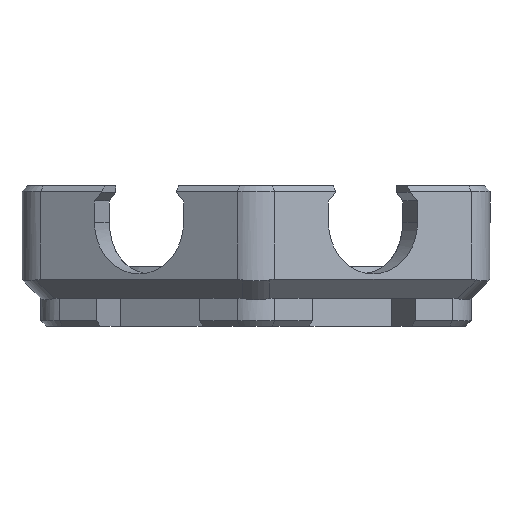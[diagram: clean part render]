
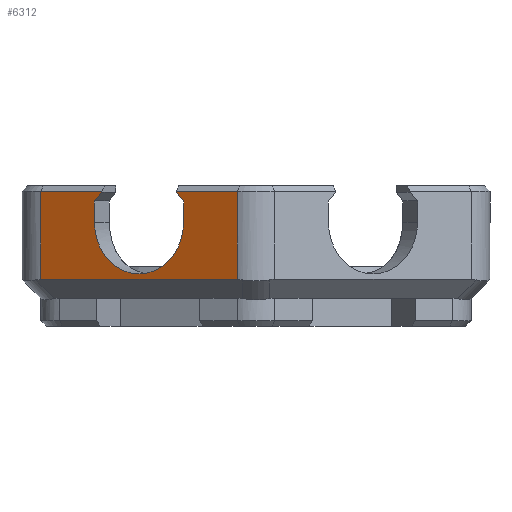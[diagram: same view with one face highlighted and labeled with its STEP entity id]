
A CAD part, left-side view. The second image highlights one B-rep face of the part: STEP entity #6312.
In plain terms, the highlighted planar face has unit normal (-0.866, 0.5, 0).
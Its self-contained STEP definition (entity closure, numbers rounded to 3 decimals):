
#271=PLANE('',#6741);
#585=FACE_OUTER_BOUND('',#951,.T.);
#951=EDGE_LOOP('',(#4686,#4687,#4688,#4689,#4690,#4691,#4692,#4693,#4694,
#4695,#4696,#4697));
#1326=LINE('',#10049,#2022);
#1328=LINE('',#10053,#2024);
#1331=LINE('',#10059,#2027);
#1356=LINE('',#10120,#2052);
#1358=LINE('',#10124,#2054);
#1360=LINE('',#10127,#2056);
#1392=LINE('',#10196,#2088);
#1393=LINE('',#10198,#2089);
#1394=LINE('',#10200,#2090);
#1395=LINE('',#10202,#2091);
#1396=LINE('',#10203,#2092);
#2022=VECTOR('',#7376,10.);
#2024=VECTOR('',#7380,10.);
#2027=VECTOR('',#7385,10.);
#2052=VECTOR('',#7438,10.);
#2054=VECTOR('',#7442,10.);
#2056=VECTOR('',#7446,10.);
#2088=VECTOR('',#7516,10.);
#2089=VECTOR('',#7517,10.);
#2090=VECTOR('',#7518,10.);
#2091=VECTOR('',#7519,10.);
#2092=VECTOR('',#7520,10.);
#2700=CIRCLE('',#6703,5.5);
#2874=VERTEX_POINT('',#10041);
#2875=VERTEX_POINT('',#10043);
#2876=VERTEX_POINT('',#10047);
#2877=VERTEX_POINT('',#10051);
#2879=VERTEX_POINT('',#10057);
#2900=VERTEX_POINT('',#10117);
#2901=VERTEX_POINT('',#10119);
#2902=VERTEX_POINT('',#10123);
#2920=VERTEX_POINT('',#10195);
#2921=VERTEX_POINT('',#10197);
#2922=VERTEX_POINT('',#10199);
#2923=VERTEX_POINT('',#10201);
#3524=EDGE_CURVE('',#2875,#2874,#2700,.T.);
#3527=EDGE_CURVE('',#2874,#2876,#1326,.T.);
#3529=EDGE_CURVE('',#2876,#2877,#1328,.T.);
#3532=EDGE_CURVE('',#2877,#2879,#1331,.T.);
#3562=EDGE_CURVE('',#2901,#2900,#1356,.T.);
#3564=EDGE_CURVE('',#2902,#2875,#1358,.T.);
#3566=EDGE_CURVE('',#2900,#2902,#1360,.T.);
#3600=EDGE_CURVE('',#2920,#2879,#1392,.T.);
#3601=EDGE_CURVE('',#2921,#2920,#1393,.T.);
#3602=EDGE_CURVE('',#2921,#2922,#1394,.T.);
#3603=EDGE_CURVE('',#2923,#2922,#1395,.T.);
#3604=EDGE_CURVE('',#2901,#2923,#1396,.T.);
#4686=ORIENTED_EDGE('',*,*,#3562,.T.);
#4687=ORIENTED_EDGE('',*,*,#3566,.T.);
#4688=ORIENTED_EDGE('',*,*,#3564,.T.);
#4689=ORIENTED_EDGE('',*,*,#3524,.T.);
#4690=ORIENTED_EDGE('',*,*,#3527,.T.);
#4691=ORIENTED_EDGE('',*,*,#3529,.T.);
#4692=ORIENTED_EDGE('',*,*,#3532,.T.);
#4693=ORIENTED_EDGE('',*,*,#3600,.F.);
#4694=ORIENTED_EDGE('',*,*,#3601,.F.);
#4695=ORIENTED_EDGE('',*,*,#3602,.T.);
#4696=ORIENTED_EDGE('',*,*,#3603,.F.);
#4697=ORIENTED_EDGE('',*,*,#3604,.F.);
#6312=ADVANCED_FACE('',(#585),#271,.T.);
#6703=AXIS2_PLACEMENT_3D('',#10044,#7370,#7371);
#6741=AXIS2_PLACEMENT_3D('',#10194,#7514,#7515);
#7370=DIRECTION('center_axis',(0.866,-0.5,0.));
#7371=DIRECTION('ref_axis',(0.5,0.866,0.));
#7376=DIRECTION('',(0.,0.,1.));
#7380=DIRECTION('',(-0.354,-0.612,0.707));
#7385=DIRECTION('',(0.,0.,1.));
#7438=DIRECTION('',(0.,0.,-1.));
#7442=DIRECTION('',(0.,0.,-1.));
#7446=DIRECTION('',(-0.354,-0.612,-0.707));
#7514=DIRECTION('center_axis',(-0.866,0.5,0.));
#7515=DIRECTION('ref_axis',(-0.5,-0.866,0.));
#7516=DIRECTION('',(-0.5,-0.866,0.));
#7517=DIRECTION('',(0.,0.,1.));
#7518=DIRECTION('',(-0.5,-0.866,0.));
#7519=DIRECTION('',(0.,0.,-1.));
#7520=DIRECTION('',(-0.5,-0.866,0.));
#10041=CARTESIAN_POINT('',(-18.901,72.263,6.1));
#10043=CARTESIAN_POINT('',(-24.401,62.737,6.1));
#10044=CARTESIAN_POINT('Origin',(-21.651,67.5,6.1));
#10047=CARTESIAN_POINT('',(-18.901,72.263,8.378));
#10049=CARTESIAN_POINT('',(-18.901,72.263,3.05));
#10051=CARTESIAN_POINT('',(-19.358,71.471,9.293));
#10053=CARTESIAN_POINT('',(-16.737,76.011,4.05));
#10057=CARTESIAN_POINT('',(-19.358,71.471,9.4));
#10059=CARTESIAN_POINT('',(-19.358,71.471,4.647));
#10117=CARTESIAN_POINT('',(-23.943,63.529,9.293));
#10119=CARTESIAN_POINT('',(-23.943,63.529,9.4));
#10120=CARTESIAN_POINT('',(-23.943,63.529,5.));
#10123=CARTESIAN_POINT('',(-24.401,62.737,8.378));
#10124=CARTESIAN_POINT('',(-24.401,62.737,4.189));
#10127=CARTESIAN_POINT('',(-22.727,65.635,11.724));
#10194=CARTESIAN_POINT('Origin',(-14.434,80.,0.));
#10195=CARTESIAN_POINT('',(-15.588,78.,9.4));
#10196=CARTESIAN_POINT('',(-18.042,73.75,9.4));
#10197=CARTESIAN_POINT('',(-15.588,78.,0.));
#10198=CARTESIAN_POINT('',(-15.588,78.,0.));
#10199=CARTESIAN_POINT('',(-27.713,57.,0.));
#10200=CARTESIAN_POINT('',(-14.434,80.,0.));
#10201=CARTESIAN_POINT('',(-27.713,57.,9.4));
#10202=CARTESIAN_POINT('',(-27.713,57.,0.));
#10203=CARTESIAN_POINT('',(-18.042,73.75,9.4));
